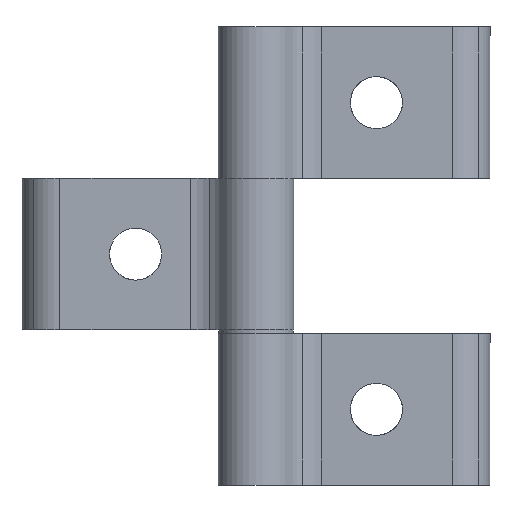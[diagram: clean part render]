
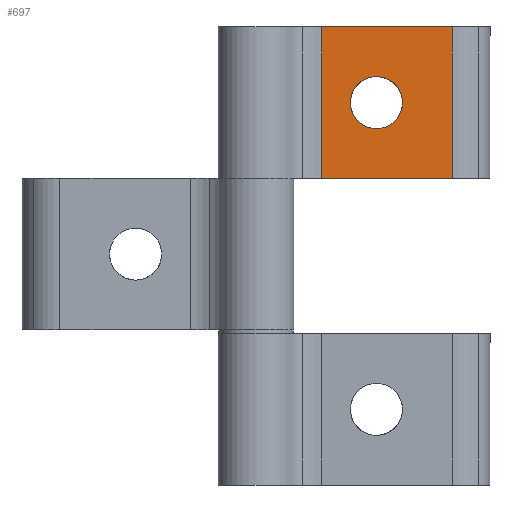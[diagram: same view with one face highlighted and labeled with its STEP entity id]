
A CAD part, front view. The second image highlights one B-rep face of the part: STEP entity #697.
In plain terms, the highlighted planar face has unit normal (0, -1, 0).
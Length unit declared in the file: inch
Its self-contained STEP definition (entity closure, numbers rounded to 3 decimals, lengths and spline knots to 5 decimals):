
#145=CARTESIAN_POINT('',(0.25,0.0,1.5));
#146=VERTEX_POINT('',#145);
#154=CARTESIAN_POINT('',(0.25,0.0,0.5));
#155=VERTEX_POINT('',#154);
#156=CARTESIAN_POINT('',(0.25,0.0,1.5));
#157=DIRECTION('',(0.0,0.0,-1.0));
#158=VECTOR('',#157,1.0);
#159=LINE('',#156,#158);
#160=EDGE_CURVE('',#146,#155,#159,.T.);
#303=CARTESIAN_POINT('',(-0.42187,0.,1.));
#304=VERTEX_POINT('',#303);
#313=CARTESIAN_POINT('',(-0.07812,0.0,1.));
#314=VERTEX_POINT('',#313);
#315=CARTESIAN_POINT('',(-0.25,0.0,1.));
#316=DIRECTION('',(0.0,1.0,0.0));
#317=DIRECTION('',(-1.0,0.0,0.0));
#318=AXIS2_PLACEMENT_3D('',#315,#316,#317);
#319=CIRCLE('',#318,0.17188);
#320=EDGE_CURVE('',#314,#304,#319,.T.);
#422=CARTESIAN_POINT('',(-0.25,0.0,1.));
#423=DIRECTION('',(0.0,1.0,0.0));
#424=DIRECTION('',(-1.0,0.0,0.0));
#425=AXIS2_PLACEMENT_3D('',#422,#423,#424);
#426=CIRCLE('',#425,0.17188);
#427=EDGE_CURVE('',#304,#314,#426,.T.);
#645=CARTESIAN_POINT('',(-0.61199,0.0,0.5));
#646=VERTEX_POINT('',#645);
#654=CARTESIAN_POINT('',(-0.61199,0.0,1.5));
#655=VERTEX_POINT('',#654);
#656=CARTESIAN_POINT('',(-0.61199,0.0,1.5));
#657=DIRECTION('',(0.0,0.0,-1.0));
#658=VECTOR('',#657,1.0);
#659=LINE('',#656,#658);
#660=EDGE_CURVE('',#655,#646,#659,.T.);
#672=CARTESIAN_POINT('',(-0.61199,0.0,1.5));
#673=DIRECTION('',(0.0,-1.0,0.0));
#674=DIRECTION('',(0.0,0.0,1.0));
#675=AXIS2_PLACEMENT_3D('',#672,#673,#674);
#676=PLANE('',#675);
#677=CARTESIAN_POINT('',(-0.61199,0.0,0.5));
#678=DIRECTION('',(1.0,0.0,0.0));
#679=VECTOR('',#678,0.86199);
#680=LINE('',#677,#679);
#681=EDGE_CURVE('',#646,#155,#680,.T.);
#682=ORIENTED_EDGE('',*,*,#681,.T.);
#683=ORIENTED_EDGE('',*,*,#160,.F.);
#684=CARTESIAN_POINT('',(-0.61199,0.0,1.5));
#685=DIRECTION('',(1.0,0.0,0.0));
#686=VECTOR('',#685,0.86199);
#687=LINE('',#684,#686);
#688=EDGE_CURVE('',#655,#146,#687,.T.);
#689=ORIENTED_EDGE('',*,*,#688,.F.);
#690=ORIENTED_EDGE('',*,*,#660,.T.);
#691=EDGE_LOOP('',(#682,#683,#689,#690));
#692=FACE_OUTER_BOUND('',#691,.T.);
#693=ORIENTED_EDGE('',*,*,#320,.T.);
#694=ORIENTED_EDGE('',*,*,#427,.T.);
#695=EDGE_LOOP('',(#693,#694));
#696=FACE_BOUND('',#695,.T.);
#697=ADVANCED_FACE('',(#692,#696),#676,.T.);
